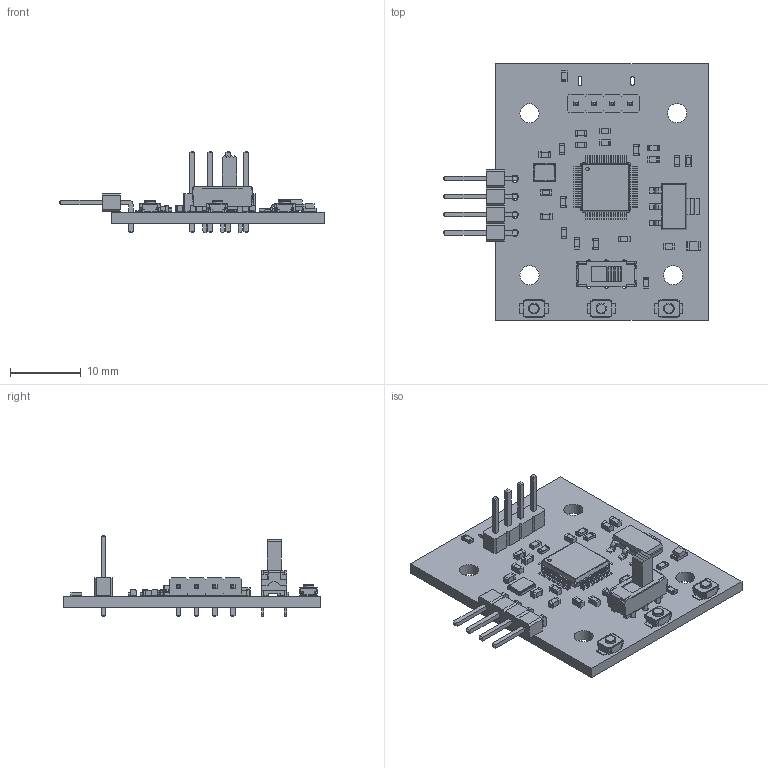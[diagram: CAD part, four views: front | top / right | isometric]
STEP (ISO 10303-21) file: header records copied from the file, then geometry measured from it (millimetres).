
FILE_DESCRIPTION(('KiCad electronic assembly'),'2;1');
FILE_NAME('kryptkey.step','2024-09-23T17:53:50',('Pcbnew'),('Kicad'), 'Open CASCADE STEP processor 7.8','KiCad to STEP converter','Unknown' );
FILE_SCHEMA(('AUTOMOTIVE_DESIGN { 1 0 10303 214 1 1 1 1 }'));
Length unit declared in the file: millimetre
Products named in the file (24): kryptkey 1; R_0603_1608Metric; C_0603_1608Metric; EG1271A; SOT-223; SOT_223; LQFP-48_7x7mm_P0.5mm; LQFP_48_7x7mm_P05mm; SW_SPST_B3U-1000P; Crystal_SMD_3225-4Pin_3.2x2.5mm; L_0603_1608Metric; PinHeader_1x04_P2.54mm_Horizontal; PinHeader_1x04_P254mm_Horizontal; PinHeader_1x04_P2.54mm_Vertical; PinHeader_1x04_P254mm_Vertical; LED_0805_2012Metric; kryptkey_PCB
Assembly tree (43 placements, depth 3):
  kryptkey 1
    R_0603_1608Metric  x7
      R_0603_1608Metric
    C_0603_1608Metric  x13
      C_0603_1608Metric
    EG1271A
      EG1271A
    SOT-223
      SOT_223
    LQFP-48_7x7mm_P0.5mm
      LQFP_48_7x7mm_P05mm
    SW_SPST_B3U-1000P  x3
      SW_SPST_B3U-1000P
    Crystal_SMD_3225-4Pin_3.2x2.5mm
      Crystal_SMD_3225-4Pin_3.2x2.5mm
    L_0603_1608Metric
      L_0603_1608Metric
    PinHeader_1x04_P2.54mm_Horizontal
      PinHeader_1x04_P254mm_Horizontal
    PinHeader_1x04_P2.54mm_Vertical
      PinHeader_1x04_P254mm_Vertical
    LED_0805_2012Metric
      LED_0805_2012Metric
    kryptkey_PCB
Bounding box: 37.29 x 36.15 x 11.54 mm (x, y, z)
Volume: 2109.5 mm3; surface area: 3699.4 mm2
Topology: 40 solids, 40 shells, 2656 faces, 6900 edges, 4289 vertices
Faces by surface type: plane 1670, cylinder 788, bspline 96, sphere 51, torus 51
Full cylindrical faces by diameter (mm): 0.5 x1, 0.8 x6, 1 x8, 1.5 x3, 2.7 x4
Entity records: 64445 total; most frequent: CARTESIAN_POINT 12314, ORIENTED_EDGE 8754, DIRECTION 8349, EDGE_CURVE 4377, LINE 3509, VECTOR 3509, VERTEX_POINT 2751, AXIS2_PLACEMENT_3D 2420
